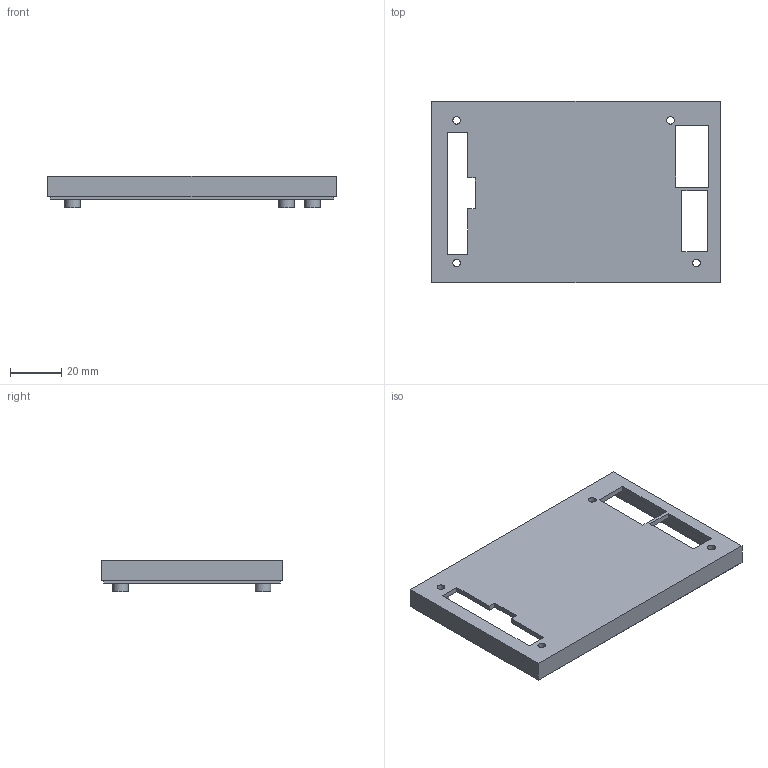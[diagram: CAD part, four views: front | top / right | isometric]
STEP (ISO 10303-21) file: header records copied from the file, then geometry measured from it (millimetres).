
FILE_DESCRIPTION(('FreeCAD Model'),'2;1');
FILE_NAME('Open CASCADE Shape Model','2023-07-02T16:52:48',(''),(''), 'Open CASCADE STEP processor 7.6','FreeCAD','Unknown');
FILE_SCHEMA(('AUTOMOTIVE_DESIGN { 1 0 10303 214 1 1 1 1 }'));
Length unit declared in the file: millimetre
Products named in the file (1): CaseTop
Bounding box: 113 x 71 x 12.35 mm (x, y, z)
Volume: 19594.2 mm3; surface area: 21575.1 mm2
Topology: 1 solids, 1 shells, 55 faces, 136 edges, 88 vertices
Faces by surface type: plane 43, cylinder 12
Full cylindrical faces by diameter (mm): 3 x8, 6 x4
Entity records: 1658 total; most frequent: CARTESIAN_POINT 280, ORIENTED_EDGE 272, DIRECTION 270, EDGE_CURVE 136, LINE 114, VECTOR 114, VERTEX_POINT 88, AXIS2_PLACEMENT_3D 78
